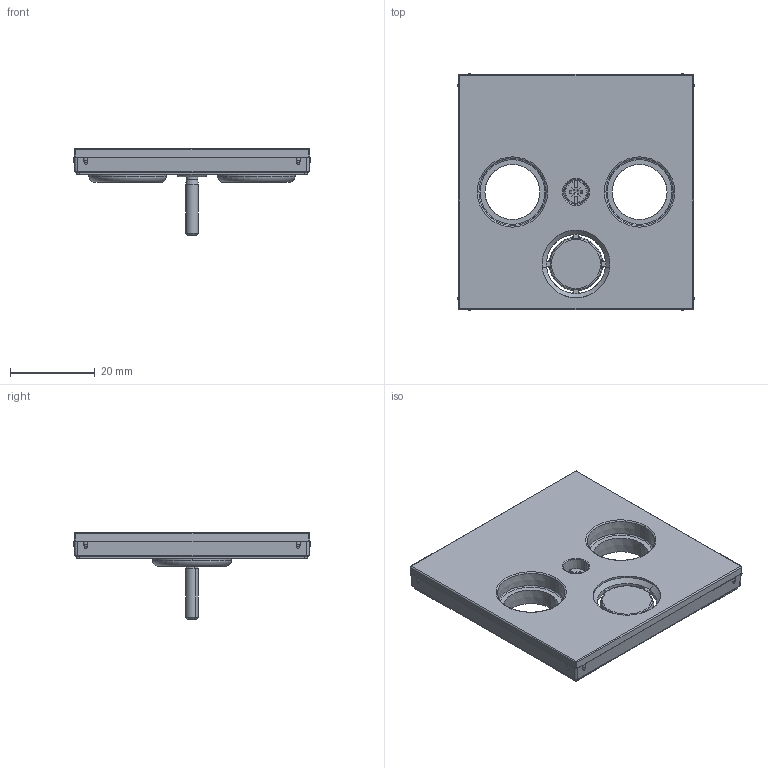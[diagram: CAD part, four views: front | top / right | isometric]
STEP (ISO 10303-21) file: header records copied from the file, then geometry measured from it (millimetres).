
FILE_DESCRIPTION((''),'2;1');
FILE_NAME('WAF1168_GEN_ASM','2025-08-07T08:25:17',('andolfs'),(''),'CREO PARAMETRIC BY PTC INC, 2025010','CREO PARAMETRIC BY PTC INC, 2025010','');
FILE_SCHEMA(('CONFIG_CONTROL_DESIGN','SHAPE_APPEARANCE_LAYERS_GROUPS'));
Length unit declared in the file: millimetre
Products named in the file (4): W4G0129_18; W1A2288_GEN; 9002523001; WAF1168_GEN_ASM
Assembly tree (3 placements, depth 2):
  WAF1168_GEN_ASM
    W4G0129_18
    W1A2288_GEN
    9002523001
Bounding box: 55.9 x 55.9 x 20.5 mm (x, y, z)
Volume: 9253.7 mm3; surface area: 9386.2 mm2
Topology: 2 solids, 2 shells, 1136 faces, 3122 edges, 2035 vertices
Faces by surface type: plane 838, extrusion 87, cylinder 81, torus 48, cone 42, bspline 32, sphere 8
Entity records: 49980 total; most frequent: CARTESIAN_POINT 10766, ORIENTED_EDGE 6240, DIRECTION 5225, PRESENTATION_STYLE_ASSIGNMENT 3203, STYLED_ITEM 3203, EDGE_CURVE 3120, CURVE_STYLE 2962, VECTOR 2513
